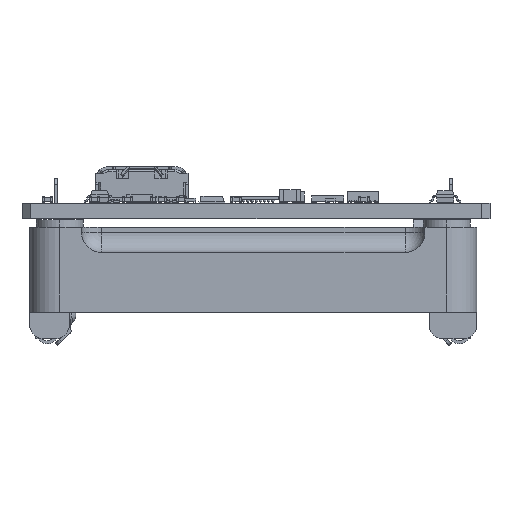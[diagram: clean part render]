
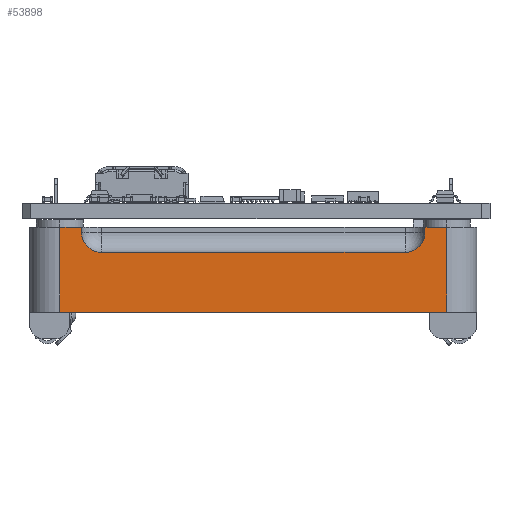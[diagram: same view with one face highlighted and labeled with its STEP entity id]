
A CAD part, front view. The second image highlights one B-rep face of the part: STEP entity #53898.
In plain terms, the highlighted face is planar.
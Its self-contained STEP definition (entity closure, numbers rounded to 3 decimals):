
#51001 = VERTEX_POINT('',#51002);
#51002 = CARTESIAN_POINT('',(-16.505,0.75,-8.89));
#51020 = VERTEX_POINT('',#51021);
#51021 = CARTESIAN_POINT('',(16.505,0.75,-8.89));
#51028 = EDGE_CURVE('',#51020,#51029,#51031,.T.);
#51029 = VERTEX_POINT('',#51030);
#51030 = CARTESIAN_POINT('',(18.61,0.75,-8.89));
#51031 = LINE('',#51032,#51033);
#51032 = CARTESIAN_POINT('',(16.505,0.75,-8.89));
#51033 = VECTOR('',#51034,1.);
#51034 = DIRECTION('',(1.,0.,0.));
#51186 = VERTEX_POINT('',#51187);
#51187 = CARTESIAN_POINT('',(-18.61,0.75,-8.89));
#51194 = EDGE_CURVE('',#51186,#51001,#51195,.T.);
#51195 = LINE('',#51196,#51197);
#51196 = CARTESIAN_POINT('',(-18.61,0.75,-8.89));
#51197 = VECTOR('',#51198,1.);
#51198 = DIRECTION('',(1.,0.,0.));
#51714 = EDGE_CURVE('',#51001,#51715,#51717,.T.);
#51715 = VERTEX_POINT('',#51716);
#51716 = CARTESIAN_POINT('',(-16.505,1.25,-8.89));
#51717 = LINE('',#51718,#51719);
#51718 = CARTESIAN_POINT('',(-16.505,0.75,-8.89));
#51719 = VECTOR('',#51720,1.);
#51720 = DIRECTION('',(0.,1.,0.));
#51772 = EDGE_CURVE('',#51020,#51773,#51775,.T.);
#51773 = VERTEX_POINT('',#51774);
#51774 = CARTESIAN_POINT('',(16.505,1.25,-8.89));
#51775 = LINE('',#51776,#51777);
#51776 = CARTESIAN_POINT('',(16.505,0.75,-8.89));
#51777 = VECTOR('',#51778,1.);
#51778 = DIRECTION('',(0.,1.,0.));
#53038 = VERTEX_POINT('',#53039);
#53039 = CARTESIAN_POINT('',(18.61,8.9,-8.89));
#53046 = EDGE_CURVE('',#53038,#53047,#53049,.T.);
#53047 = VERTEX_POINT('',#53048);
#53048 = CARTESIAN_POINT('',(-18.61,8.9,-8.89));
#53049 = LINE('',#53050,#53051);
#53050 = CARTESIAN_POINT('',(18.61,8.9,-8.89));
#53051 = VECTOR('',#53052,1.);
#53052 = DIRECTION('',(-1.,0.,0.));
#53813 = EDGE_CURVE('',#53047,#51186,#53814,.T.);
#53814 = LINE('',#53815,#53816);
#53815 = CARTESIAN_POINT('',(-18.61,8.9,-8.89));
#53816 = VECTOR('',#53817,1.);
#53817 = DIRECTION('',(0.,-1.,0.));
#53835 = EDGE_CURVE('',#53836,#53838,#53840,.T.);
#53836 = VERTEX_POINT('',#53837);
#53837 = CARTESIAN_POINT('',(14.6,3.155,-8.89));
#53838 = VERTEX_POINT('',#53839);
#53839 = CARTESIAN_POINT('',(-14.6,3.155,-8.89));
#53840 = LINE('',#53841,#53842);
#53841 = CARTESIAN_POINT('',(14.6,3.155,-8.89));
#53842 = VECTOR('',#53843,1.);
#53843 = DIRECTION('',(-1.,0.,0.));
#53868 = EDGE_CURVE('',#53838,#51715,#53869,.T.);
#53869 = CIRCLE('',#53870,1.905);
#53870 = AXIS2_PLACEMENT_3D('',#53871,#53872,#53873);
#53871 = CARTESIAN_POINT('',(-14.6,1.25,-8.89));
#53872 = DIRECTION('',(0.,0.,1.));
#53873 = DIRECTION('',(1.,0.,0.));
#53885 = EDGE_CURVE('',#51773,#53836,#53886,.T.);
#53886 = CIRCLE('',#53887,1.905);
#53887 = AXIS2_PLACEMENT_3D('',#53888,#53889,#53890);
#53888 = CARTESIAN_POINT('',(14.6,1.25,-8.89));
#53889 = DIRECTION('',(0.,0.,1.));
#53890 = DIRECTION('',(1.,0.,0.));
#53898 = ADVANCED_FACE('',(#53899),#53916,.F.);
#53899 = FACE_BOUND('',#53900,.T.);
#53900 = EDGE_LOOP('',(#53901,#53907,#53908,#53909,#53910,#53911,#53912,
    #53913,#53914,#53915));
#53901 = ORIENTED_EDGE('',*,*,#53902,.T.);
#53902 = EDGE_CURVE('',#53038,#51029,#53903,.T.);
#53903 = LINE('',#53904,#53905);
#53904 = CARTESIAN_POINT('',(18.61,8.9,-8.89));
#53905 = VECTOR('',#53906,1.);
#53906 = DIRECTION('',(0.,-1.,0.));
#53907 = ORIENTED_EDGE('',*,*,#51028,.F.);
#53908 = ORIENTED_EDGE('',*,*,#51772,.T.);
#53909 = ORIENTED_EDGE('',*,*,#53885,.T.);
#53910 = ORIENTED_EDGE('',*,*,#53835,.T.);
#53911 = ORIENTED_EDGE('',*,*,#53868,.T.);
#53912 = ORIENTED_EDGE('',*,*,#51714,.F.);
#53913 = ORIENTED_EDGE('',*,*,#51194,.F.);
#53914 = ORIENTED_EDGE('',*,*,#53813,.F.);
#53915 = ORIENTED_EDGE('',*,*,#53046,.F.);
#53916 = PLANE('',#53917);
#53917 = AXIS2_PLACEMENT_3D('',#53918,#53919,#53920);
#53918 = CARTESIAN_POINT('',(18.61,8.9,-8.89));
#53919 = DIRECTION('',(0.,0.,1.));
#53920 = DIRECTION('',(1.,0.,0.));
